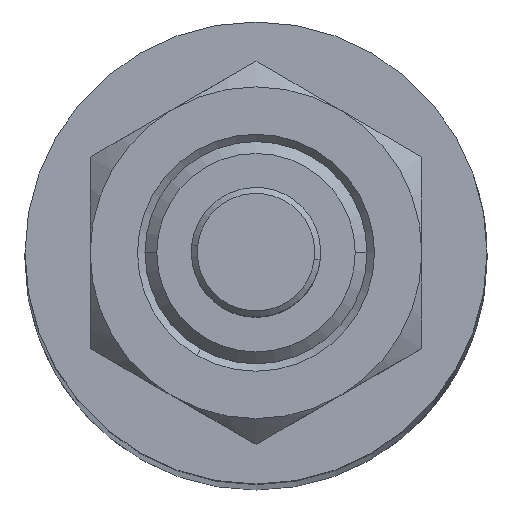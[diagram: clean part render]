
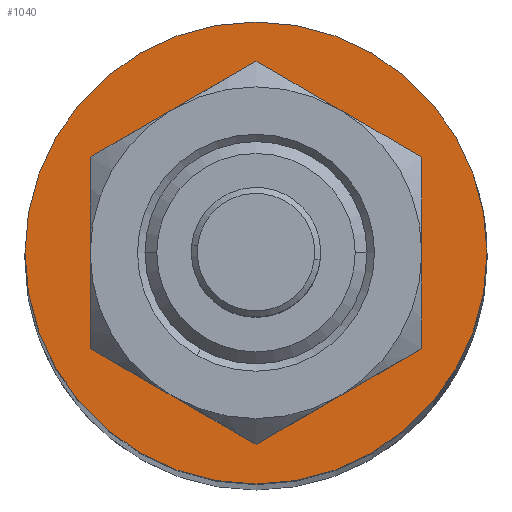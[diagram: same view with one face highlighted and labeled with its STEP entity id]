
A CAD part, top view. The second image highlights one B-rep face of the part: STEP entity #1040.
In plain terms, the highlighted planar face has unit normal (0, 0, 1).
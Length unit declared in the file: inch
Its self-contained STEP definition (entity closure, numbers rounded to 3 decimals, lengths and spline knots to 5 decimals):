
#167 = CIRCLE ( 'NONE', #2452, 0.78 ) ;
#185 = DIRECTION ( 'NONE',  ( 1., 0., 0. ) ) ;
#193 = CARTESIAN_POINT ( 'NONE',  ( 0., -0.373, -0.88 ) ) ;
#321 = DIRECTION ( 'NONE',  ( 0., 0., 1. ) ) ;
#397 = CARTESIAN_POINT ( 'NONE',  ( 0., 0.78, -0.88 ) ) ;
#415 = EDGE_CURVE ( 'NONE', #2591, #2943, #1450, .T. ) ;
#575 = AXIS2_PLACEMENT_3D ( 'NONE', #1814, #321, #2076 ) ;
#630 = FACE_OUTER_BOUND ( 'NONE', #3231, .T. ) ;
#679 = VERTEX_POINT ( 'NONE', #1162 ) ;
#847 = CARTESIAN_POINT ( 'NONE',  ( 0., 0., -0.88 ) ) ;
#904 = DIRECTION ( 'NONE',  ( 0., 0., -1. ) ) ;
#905 = CIRCLE ( 'NONE', #1905, 0.373 ) ;
#922 = DIRECTION ( 'NONE',  ( 0., 0., 1. ) ) ;
#960 = CARTESIAN_POINT ( 'NONE',  ( 0., 0.373, -0.88 ) ) ;
#1002 = AXIS2_PLACEMENT_3D ( 'NONE', #3246, #1671, #185 ) ;
#1030 = ORIENTED_EDGE ( 'NONE', *, *, #1448, .T. ) ;
#1040 = ADVANCED_FACE ( 'NONE', ( #630, #1144 ), #1892, .F. ) ;
#1078 = VERTEX_POINT ( 'NONE', #2968 ) ;
#1102 = DIRECTION ( 'NONE',  ( 0., -1., 0. ) ) ;
#1144 = FACE_BOUND ( 'NONE', #1984, .T. ) ;
#1162 = CARTESIAN_POINT ( 'NONE',  ( -0.78, 0., -0.88 ) ) ;
#1257 = EDGE_CURVE ( 'NONE', #2943, #2591, #905, .T. ) ;
#1448 = EDGE_CURVE ( 'NONE', #679, #1078, #2552, .T. ) ;
#1450 = CIRCLE ( 'NONE', #575, 0.373 ) ;
#1614 = ORIENTED_EDGE ( 'NONE', *, *, #1809, .T. ) ;
#1671 = DIRECTION ( 'NONE',  ( 0., 0., 1. ) ) ;
#1809 = EDGE_CURVE ( 'NONE', #1078, #679, #167, .T. ) ;
#1814 = CARTESIAN_POINT ( 'NONE',  ( 0., 0., -0.88 ) ) ;
#1892 = PLANE ( 'NONE',  #2850 ) ;
#1905 = AXIS2_PLACEMENT_3D ( 'NONE', #847, #2651, #1102 ) ;
#1984 = EDGE_LOOP ( 'NONE', ( #2790, #2514 ) ) ;
#2076 = DIRECTION ( 'NONE',  ( 0., -1., 0. ) ) ;
#2452 = AXIS2_PLACEMENT_3D ( 'NONE', #2458, #922, #2726 ) ;
#2458 = CARTESIAN_POINT ( 'NONE',  ( 0., 0., -0.88 ) ) ;
#2514 = ORIENTED_EDGE ( 'NONE', *, *, #1257, .F. ) ;
#2552 = CIRCLE ( 'NONE', #1002, 0.78 ) ;
#2591 = VERTEX_POINT ( 'NONE', #193 ) ;
#2651 = DIRECTION ( 'NONE',  ( 0., 0., 1. ) ) ;
#2702 = DIRECTION ( 'NONE',  ( -1., 0., 0. ) ) ;
#2726 = DIRECTION ( 'NONE',  ( 1., 0., 0. ) ) ;
#2790 = ORIENTED_EDGE ( 'NONE', *, *, #415, .F. ) ;
#2850 = AXIS2_PLACEMENT_3D ( 'NONE', #397, #904, #2702 ) ;
#2943 = VERTEX_POINT ( 'NONE', #960 ) ;
#2968 = CARTESIAN_POINT ( 'NONE',  ( 0.78, 0., -0.88 ) ) ;
#3231 = EDGE_LOOP ( 'NONE', ( #1614, #1030 ) ) ;
#3246 = CARTESIAN_POINT ( 'NONE',  ( 0., 0., -0.88 ) ) ;
